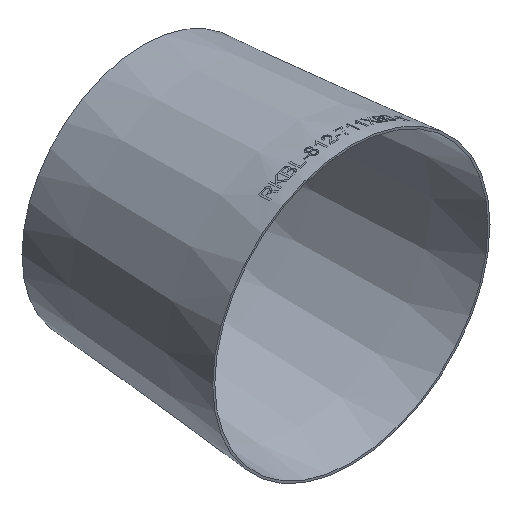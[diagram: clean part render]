
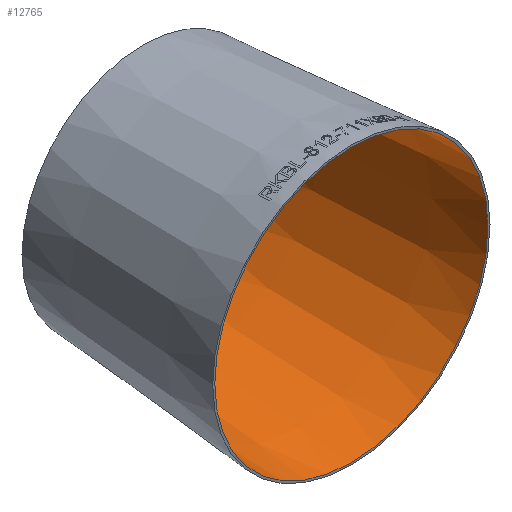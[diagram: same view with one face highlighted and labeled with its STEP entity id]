
A CAD part, isometric view. The second image highlights one B-rep face of the part: STEP entity #12765.
In plain terms, the highlighted conical face has half-angle 4.761 degrees and reference radius 400.379 mm.
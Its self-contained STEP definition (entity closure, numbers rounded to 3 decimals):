
#3418 = DIRECTION ( 'NONE',  ( 0., 0., -1. ) ) ;
#3536 = CARTESIAN_POINT ( 'NONE',  ( 0., 610., -349.579 ) ) ;
#4163 = EDGE_CURVE ( 'NONE', #19640, #19640, #13870, .T. ) ;
#6633 = DIRECTION ( 'NONE',  ( 0., -1., 0. ) ) ;
#7286 = EDGE_LOOP ( 'NONE', ( #37699 ) ) ;
#9027 = EDGE_CURVE ( 'NONE', #26799, #26799, #12932, .T. ) ;
#9938 = FACE_BOUND ( 'NONE', #19538, .T. ) ;
#12765 = ADVANCED_FACE ( 'NONE', ( #9938, #26944 ), #21561, .F. ) ;
#12932 = CIRCLE ( 'NONE', #35774, 400.379 ) ;
#13503 = DIRECTION ( 'NONE',  ( 0., 0., -1. ) ) ;
#13870 = CIRCLE ( 'NONE', #23879, 349.579 ) ;
#16851 = DIRECTION ( 'NONE',  ( 0., -1., 0. ) ) ;
#19538 = EDGE_LOOP ( 'NONE', ( #26375 ) ) ;
#19640 = VERTEX_POINT ( 'NONE', #3536 ) ;
#21561 = CONICAL_SURFACE ( 'NONE', #43719, 400.379, 0.083 ) ;
#23879 = AXIS2_PLACEMENT_3D ( 'NONE', #40605, #6633, #37044 ) ;
#26375 = ORIENTED_EDGE ( 'NONE', *, *, #4163, .F. ) ;
#26799 = VERTEX_POINT ( 'NONE', #37307 ) ;
#26944 = FACE_OUTER_BOUND ( 'NONE', #7286, .T. ) ;
#33832 = CARTESIAN_POINT ( 'NONE',  ( 0., 0., 0. ) ) ;
#33879 = CARTESIAN_POINT ( 'NONE',  ( 0., 0., 0. ) ) ;
#34723 = DIRECTION ( 'NONE',  ( 0., -1., 0. ) ) ;
#35774 = AXIS2_PLACEMENT_3D ( 'NONE', #33832, #34723, #3418 ) ;
#37044 = DIRECTION ( 'NONE',  ( 0., 0., -1. ) ) ;
#37307 = CARTESIAN_POINT ( 'NONE',  ( 0., 0., -400.379 ) ) ;
#37699 = ORIENTED_EDGE ( 'NONE', *, *, #9027, .T. ) ;
#40605 = CARTESIAN_POINT ( 'NONE',  ( 0., 610., 0. ) ) ;
#43719 = AXIS2_PLACEMENT_3D ( 'NONE', #33879, #16851, #13503 ) ;
